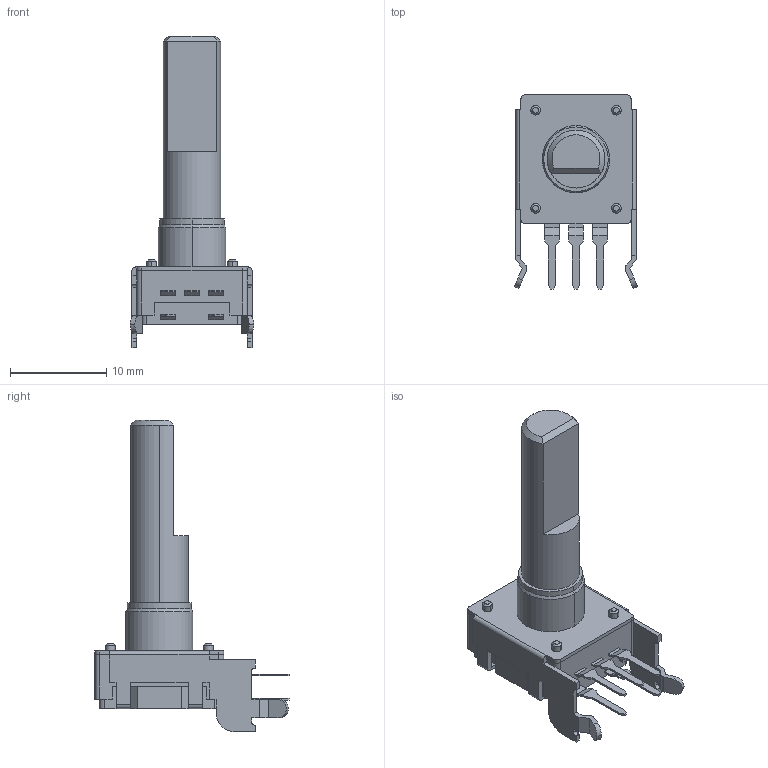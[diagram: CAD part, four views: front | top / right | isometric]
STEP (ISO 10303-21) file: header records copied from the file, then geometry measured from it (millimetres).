
FILE_DESCRIPTION (( 'STEP AP214' ), '1' );
FILE_NAME ('PEC12R-2130F-S0012.STEP', '2024-12-03T04:36:11', ( '' ), ( '' ), 'SwSTEP 2.0', 'SolidWorks 2017', '' );
FILE_SCHEMA (( 'AUTOMOTIVE_DESIGN' ));
Length unit declared in the file: millimetre
Products named in the file (2): PEC12R-2130F-S0012_PEC12R-2130F-S0012; PEC12R-2130F-S0012
Assembly tree (1 placements, depth 2):
  PEC12R-2130F-S0012
    PEC12R-2130F-S0012_PEC12R-2130F-S0012
Bounding box: 12.82 x 20.2 x 32.4 mm (x, y, z)
Volume: 1633.9 mm3; surface area: 2207.6 mm2
Topology: 13 solids, 13 shells, 285 faces, 760 edges, 502 vertices
Faces by surface type: plane 230, cylinder 44, cone 11
Entity records: 8945 total; most frequent: CARTESIAN_POINT 1557, ORIENTED_EDGE 1520, DIRECTION 1443, EDGE_CURVE 760, LINE 651, VECTOR 651, VERTEX_POINT 502, AXIS2_PLACEMENT_3D 396
